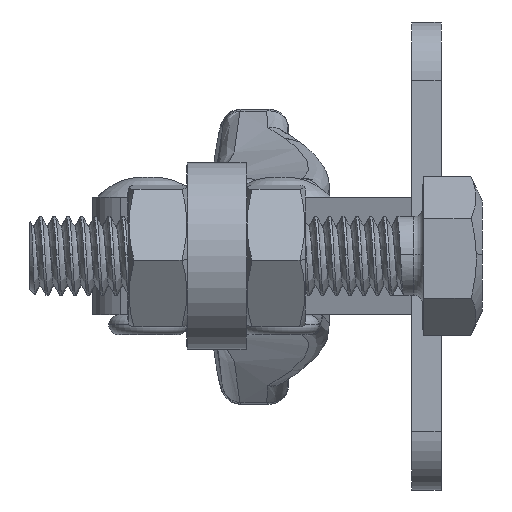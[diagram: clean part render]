
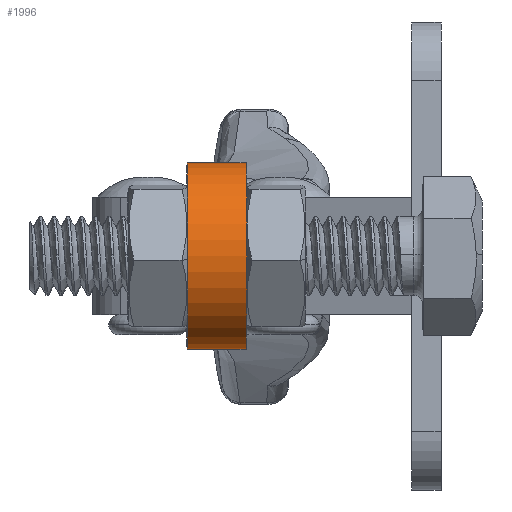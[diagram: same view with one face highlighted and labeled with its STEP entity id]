
A CAD part, left-side view. The second image highlights one B-rep face of the part: STEP entity #1996.
In plain terms, the highlighted cylindrical face has radius 4.75 mm (diameter 9.5 mm), a partial arc.
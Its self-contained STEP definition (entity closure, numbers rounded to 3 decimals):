
#1878 = VERTEX_POINT ( 'NONE', #23499 ) ;
#1880 = EDGE_CURVE ( 'NONE', #1878, #1881, #23482, .T. ) ;
#1881 = VERTEX_POINT ( 'NONE', #23478 ) ;
#1920 = VERTEX_POINT ( 'NONE', #23982 ) ;
#1921 = ORIENTED_EDGE ( 'NONE', *, *, #1922, .F. ) ;
#1922 = EDGE_CURVE ( 'NONE', #1881, #1920, #23981, .T. ) ;
#1996 = ADVANCED_FACE ( 'NONE', ( #24102 ), #24101, .T. ) ;
#1997 = EDGE_LOOP ( 'NONE', ( #1998, #1999, #2002, #1921 ) ) ;
#1998 = ORIENTED_EDGE ( 'NONE', *, *, #1880, .F. ) ;
#1999 = ORIENTED_EDGE ( 'NONE', *, *, #2000, .T. ) ;
#2000 = EDGE_CURVE ( 'NONE', #1878, #2001, #24137, .T. ) ;
#2001 = VERTEX_POINT ( 'NONE', #24132 ) ;
#2002 = ORIENTED_EDGE ( 'NONE', *, *, #2003, .T. ) ;
#2003 = EDGE_CURVE ( 'NONE', #2001, #1920, #24131, .T. ) ;
#23478 = CARTESIAN_POINT ( 'NONE',  ( -23.5, 6.362, -2.468 ) ) ;
#23479 = DIRECTION ( 'NONE',  ( 0., 0.942, 0.337 ) ) ;
#23480 = VECTOR ( 'NONE', #23479, 1000. ) ;
#23481 = CARTESIAN_POINT ( 'NONE',  ( -23.5, 3.537, -3.478 ) ) ;
#23482 = LINE ( 'NONE', #23481, #23480 ) ;
#23499 = CARTESIAN_POINT ( 'NONE',  ( -23.5, 3.537, -3.478 ) ) ;
#23977 = DIRECTION ( 'NONE',  ( 0., -0.337, 0.942 ) ) ;
#23978 = DIRECTION ( 'NONE',  ( 0., 0.942, 0.337 ) ) ;
#23979 = CARTESIAN_POINT ( 'NONE',  ( -23.5, 4.762, 2.005 ) ) ;
#23980 = AXIS2_PLACEMENT_3D ( 'NONE', #23979, #23978, #23977 ) ;
#23981 = CIRCLE ( 'NONE', #23980, 4.75 ) ;
#23982 = CARTESIAN_POINT ( 'NONE',  ( -23.5, 3.163, 6.478 ) ) ;
#24101 = CYLINDRICAL_SURFACE ( 'NONE', #24141, 4.75 ) ;
#24102 = FACE_OUTER_BOUND ( 'NONE', #1997, .T. ) ;
#24128 = DIRECTION ( 'NONE',  ( 0., 0.942, 0.337 ) ) ;
#24129 = VECTOR ( 'NONE', #24128, 1000. ) ;
#24130 = CARTESIAN_POINT ( 'NONE',  ( -23.5, 0.338, 5.468 ) ) ;
#24131 = LINE ( 'NONE', #24130, #24129 ) ;
#24132 = CARTESIAN_POINT ( 'NONE',  ( -23.5, 0.338, 5.468 ) ) ;
#24133 = DIRECTION ( 'NONE',  ( 0., -0.337, 0.942 ) ) ;
#24134 = DIRECTION ( 'NONE',  ( 0., 0.942, 0.337 ) ) ;
#24135 = CARTESIAN_POINT ( 'NONE',  ( -23.5, 1.938, 0.995 ) ) ;
#24136 = AXIS2_PLACEMENT_3D ( 'NONE', #24135, #24134, #24133 ) ;
#24137 = CIRCLE ( 'NONE', #24136, 4.75 ) ;
#24138 = DIRECTION ( 'NONE',  ( 0., -0.337, 0.942 ) ) ;
#24139 = DIRECTION ( 'NONE',  ( 0., 0.942, 0.337 ) ) ;
#24140 = CARTESIAN_POINT ( 'NONE',  ( -23.5, 1.938, 0.995 ) ) ;
#24141 = AXIS2_PLACEMENT_3D ( 'NONE', #24140, #24139, #24138 ) ;
